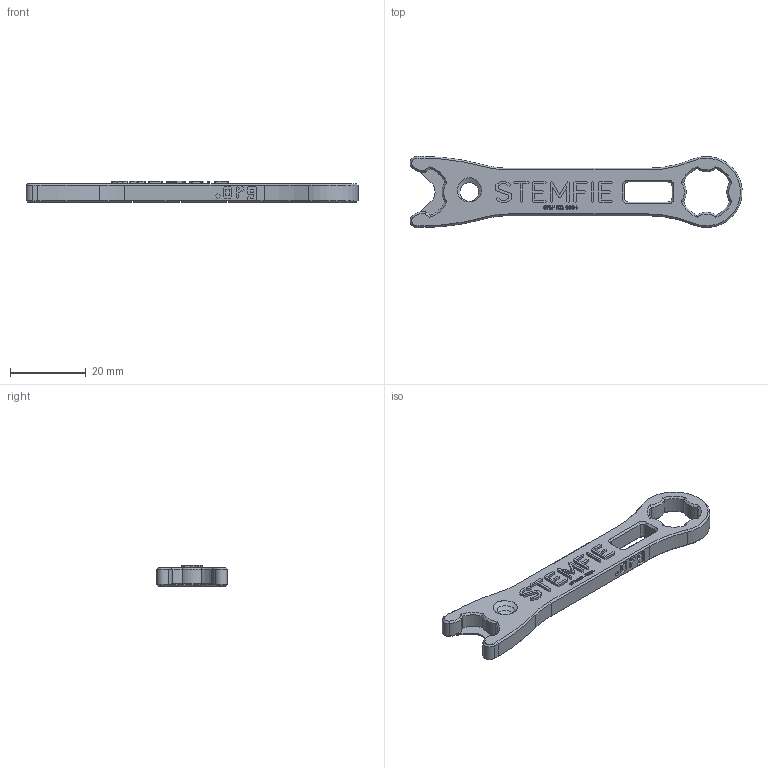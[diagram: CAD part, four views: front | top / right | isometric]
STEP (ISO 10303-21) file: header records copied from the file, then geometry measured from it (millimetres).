
FILE_DESCRIPTION(('FreeCAD Model'),'2;1');
FILE_NAME('Open CASCADE Shape Model','2023-09-12T19:59:30',(''),(''), 'Open CASCADE STEP processor 7.6','FreeCAD','Unknown');
FILE_SCHEMA(('AUTOMOTIVE_DESIGN { 1 0 10303 214 1 1 1 1 }'));
Length unit declared in the file: millimetre
Products named in the file (1): Tool Spanner NUT - SPN-TOL-0004 (stemfie.org)
Bounding box: 87.48 x 18.75 x 5.6 mm (x, y, z)
Volume: 4586.2 mm3; surface area: 3762.6 mm2
Topology: 1 solids, 1 shells, 624 faces, 1697 edges, 1106 vertices
Faces by surface type: plane 396, extrusion 142, cone 54, cylinder 30, bspline 2
Full cylindrical faces by diameter (mm): 7.2 x1
Entity records: 48251 total; most frequent: CARTESIAN_POINT 11319, DIRECTION 5356, VECTOR 4062, LINE 3920, ORIENTED_EDGE 3394, PCURVE 3394, DEFINITIONAL_REPRESENTATION 3394, EDGE_CURVE 1697
